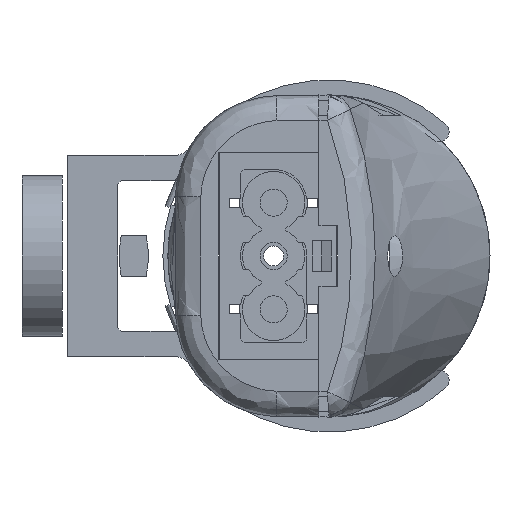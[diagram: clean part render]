
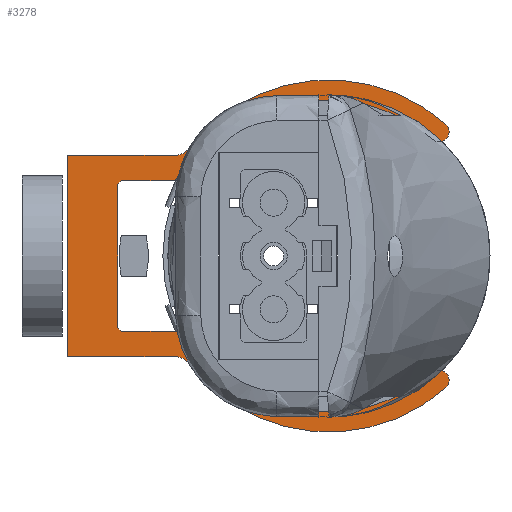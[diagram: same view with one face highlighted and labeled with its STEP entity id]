
A CAD part, left-side view. The second image highlights one B-rep face of the part: STEP entity #3278.
In plain terms, the highlighted planar face has unit normal (-1, 0, 0).
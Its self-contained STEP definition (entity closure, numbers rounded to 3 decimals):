
#62=PLANE('',#3533);
#350=FACE_OUTER_BOUND('',#473,.T.);
#473=EDGE_LOOP('',(#2977,#2978,#2979,#2980,#2981,#2982,#2983,#2984,#2985,
#2986,#2987,#2988,#2989,#2990,#2991,#2992,#2993,#2994));
#717=LINE('',#7482,#987);
#724=LINE('',#7500,#994);
#726=LINE('',#7506,#996);
#730=LINE('',#7517,#1000);
#736=LINE('',#7529,#1006);
#737=LINE('',#7538,#1007);
#987=VECTOR('',#4181,10.63);
#994=VECTOR('',#4196,10.63);
#996=VECTOR('',#4200,14.);
#1000=VECTOR('',#4208,6.644);
#1006=VECTOR('',#4216,6.644);
#1007=VECTOR('',#4227,20.);
#1182=CIRCLE('',#3522,2.);
#1185=CIRCLE('',#3527,2.);
#1187=CIRCLE('',#3534,0.5);
#1188=CIRCLE('',#3535,15.5);
#1189=CIRCLE('',#3536,1.);
#1190=CIRCLE('',#3537,17.5);
#1191=CIRCLE('',#3538,17.5);
#1192=CIRCLE('',#3539,1.);
#1193=CIRCLE('',#3540,15.5);
#1194=CIRCLE('',#3541,0.5);
#1195=CIRCLE('',#3542,0.5);
#1196=CIRCLE('',#3543,0.5);
#1668=VERTEX_POINT('',#7472);
#1669=VERTEX_POINT('',#7473);
#1672=VERTEX_POINT('',#7481);
#1676=VERTEX_POINT('',#7490);
#1677=VERTEX_POINT('',#7492);
#1679=VERTEX_POINT('',#7498);
#1680=VERTEX_POINT('',#7502);
#1682=VERTEX_POINT('',#7505);
#1685=VERTEX_POINT('',#7513);
#1687=VERTEX_POINT('',#7516);
#1690=VERTEX_POINT('',#7523);
#1692=VERTEX_POINT('',#7527);
#1693=VERTEX_POINT('',#7531);
#1694=VERTEX_POINT('',#7533);
#1695=VERTEX_POINT('',#7535);
#1696=VERTEX_POINT('',#7539);
#1697=VERTEX_POINT('',#7541);
#1698=VERTEX_POINT('',#7543);
#2249=EDGE_CURVE('',#1668,#1669,#1182,.T.);
#2253=EDGE_CURVE('',#1672,#1669,#717,.T.);
#2258=EDGE_CURVE('',#1676,#1677,#1185,.T.);
#2262=EDGE_CURVE('',#1676,#1679,#724,.T.);
#2264=EDGE_CURVE('',#1682,#1680,#726,.T.);
#2269=EDGE_CURVE('',#1687,#1685,#730,.T.);
#2275=EDGE_CURVE('',#1690,#1692,#736,.T.);
#2276=EDGE_CURVE('',#1693,#1692,#1187,.T.);
#2277=EDGE_CURVE('',#1693,#1694,#1188,.T.);
#2278=EDGE_CURVE('',#1695,#1694,#1189,.T.);
#2279=EDGE_CURVE('',#1695,#1677,#1190,.T.);
#2280=EDGE_CURVE('',#1672,#1679,#737,.T.);
#2281=EDGE_CURVE('',#1668,#1696,#1191,.T.);
#2282=EDGE_CURVE('',#1697,#1696,#1192,.T.);
#2283=EDGE_CURVE('',#1697,#1698,#1193,.T.);
#2284=EDGE_CURVE('',#1687,#1698,#1194,.T.);
#2285=EDGE_CURVE('',#1682,#1685,#1195,.T.);
#2286=EDGE_CURVE('',#1690,#1680,#1196,.T.);
#2977=ORIENTED_EDGE('',*,*,#2276,.F.);
#2978=ORIENTED_EDGE('',*,*,#2277,.T.);
#2979=ORIENTED_EDGE('',*,*,#2278,.F.);
#2980=ORIENTED_EDGE('',*,*,#2279,.T.);
#2981=ORIENTED_EDGE('',*,*,#2258,.F.);
#2982=ORIENTED_EDGE('',*,*,#2262,.T.);
#2983=ORIENTED_EDGE('',*,*,#2280,.F.);
#2984=ORIENTED_EDGE('',*,*,#2253,.T.);
#2985=ORIENTED_EDGE('',*,*,#2249,.F.);
#2986=ORIENTED_EDGE('',*,*,#2281,.T.);
#2987=ORIENTED_EDGE('',*,*,#2282,.F.);
#2988=ORIENTED_EDGE('',*,*,#2283,.T.);
#2989=ORIENTED_EDGE('',*,*,#2284,.F.);
#2990=ORIENTED_EDGE('',*,*,#2269,.T.);
#2991=ORIENTED_EDGE('',*,*,#2285,.F.);
#2992=ORIENTED_EDGE('',*,*,#2264,.T.);
#2993=ORIENTED_EDGE('',*,*,#2286,.F.);
#2994=ORIENTED_EDGE('',*,*,#2275,.T.);
#3278=ADVANCED_FACE('',(#350),#62,.T.);
#3522=AXIS2_PLACEMENT_3D('',#7474,#4173,#4174);
#3527=AXIS2_PLACEMENT_3D('',#7493,#4189,#4190);
#3533=AXIS2_PLACEMENT_3D('',#7530,#4217,#4218);
#3534=AXIS2_PLACEMENT_3D('',#7532,#4219,#4220);
#3535=AXIS2_PLACEMENT_3D('',#7534,#4221,#4222);
#3536=AXIS2_PLACEMENT_3D('',#7536,#4223,#4224);
#3537=AXIS2_PLACEMENT_3D('',#7537,#4225,#4226);
#3538=AXIS2_PLACEMENT_3D('',#7540,#4228,#4229);
#3539=AXIS2_PLACEMENT_3D('',#7542,#4230,#4231);
#3540=AXIS2_PLACEMENT_3D('',#7544,#4232,#4233);
#3541=AXIS2_PLACEMENT_3D('',#7545,#4234,#4235);
#3542=AXIS2_PLACEMENT_3D('',#7546,#4236,#4237);
#3543=AXIS2_PLACEMENT_3D('',#7547,#4238,#4239);
#4173=DIRECTION('center_axis',(-1.,0.,0.));
#4174=DIRECTION('ref_axis',(0.,-0.439,0.899));
#4181=DIRECTION('',(0.,-1.,0.));
#4189=DIRECTION('center_axis',(-1.,0.,0.));
#4190=DIRECTION('ref_axis',(0.,-0.439,-0.899));
#4196=DIRECTION('',(0.,1.,0.));
#4200=DIRECTION('',(0.,0.,1.));
#4208=DIRECTION('',(0.,1.,0.));
#4216=DIRECTION('',(0.,-1.,0.));
#4217=DIRECTION('center_axis',(-1.,0.,0.));
#4218=DIRECTION('ref_axis',(0.,0.,-1.));
#4219=DIRECTION('center_axis',(1.,0.,0.));
#4220=DIRECTION('ref_axis',(0.,-0.5,-0.866));
#4221=DIRECTION('center_axis',(1.,0.,0.));
#4222=DIRECTION('ref_axis',(0.,0.,-1.));
#4223=DIRECTION('center_axis',(1.,0.,0.));
#4224=DIRECTION('ref_axis',(0.,-0.03,-1.));
#4225=DIRECTION('center_axis',(-1.,0.,0.));
#4226=DIRECTION('ref_axis',(0.,0.707,-0.707));
#4227=DIRECTION('',(0.,0.,1.));
#4228=DIRECTION('center_axis',(-1.,0.,0.));
#4229=DIRECTION('ref_axis',(0.,0.707,-0.707));
#4230=DIRECTION('center_axis',(1.,0.,0.));
#4231=DIRECTION('ref_axis',(0.,-0.03,1.));
#4232=DIRECTION('center_axis',(1.,0.,0.));
#4233=DIRECTION('ref_axis',(0.,0.,-1.));
#4234=DIRECTION('center_axis',(1.,0.,0.));
#4235=DIRECTION('ref_axis',(0.,-0.5,0.866));
#4236=DIRECTION('center_axis',(-1.,0.,0.));
#4237=DIRECTION('ref_axis',(0.,0.707,-0.707));
#4238=DIRECTION('center_axis',(-1.,0.,0.));
#4239=DIRECTION('ref_axis',(0.,0.707,0.707));
#7472=CARTESIAN_POINT('',(-307.5,13.794,-10.769));
#7473=CARTESIAN_POINT('',(-307.5,15.37,-10.));
#7474=CARTESIAN_POINT('Origin',(-307.5,15.37,-12.));
#7481=CARTESIAN_POINT('',(-307.5,26.,-10.));
#7482=CARTESIAN_POINT('',(-307.5,22.,-10.));
#7490=CARTESIAN_POINT('',(-307.5,15.37,10.));
#7492=CARTESIAN_POINT('',(-307.5,13.794,10.769));
#7493=CARTESIAN_POINT('Origin',(-307.5,15.37,12.));
#7498=CARTESIAN_POINT('',(-307.5,26.,10.));
#7500=CARTESIAN_POINT('',(-307.5,14.361,10.));
#7502=CARTESIAN_POINT('',(-307.5,21.,7.));
#7505=CARTESIAN_POINT('',(-307.5,21.,-7.));
#7506=CARTESIAN_POINT('',(-307.5,21.,8.75));
#7513=CARTESIAN_POINT('',(-307.5,20.5,-7.5));
#7516=CARTESIAN_POINT('',(-307.5,13.856,-7.5));
#7517=CARTESIAN_POINT('',(-307.5,23.5,-7.5));
#7523=CARTESIAN_POINT('',(-307.5,20.5,7.5));
#7527=CARTESIAN_POINT('',(-307.5,13.856,7.5));
#7529=CARTESIAN_POINT('',(-307.5,19.782,7.5));
#7530=CARTESIAN_POINT('Origin',(-307.5,26.,10.));
#7531=CARTESIAN_POINT('',(-307.5,13.423,7.75));
#7532=CARTESIAN_POINT('Origin',(-307.5,13.856,8.));
#7533=CARTESIAN_POINT('',(-307.5,-10.276,11.604));
#7534=CARTESIAN_POINT('Origin',(-307.5,0.,0.));
#7535=CARTESIAN_POINT('',(-307.5,-11.602,13.102));
#7536=CARTESIAN_POINT('Origin',(-307.5,-10.939,12.353));
#7537=CARTESIAN_POINT('Origin',(-307.5,0.,0.));
#7538=CARTESIAN_POINT('',(-307.5,26.,12.5));
#7539=CARTESIAN_POINT('',(-307.5,-11.602,-13.102));
#7540=CARTESIAN_POINT('Origin',(-307.5,0.,0.));
#7541=CARTESIAN_POINT('',(-307.5,-10.276,-11.604));
#7542=CARTESIAN_POINT('Origin',(-307.5,-10.939,-12.353));
#7543=CARTESIAN_POINT('',(-307.5,13.423,-7.75));
#7544=CARTESIAN_POINT('Origin',(-307.5,0.,0.));
#7545=CARTESIAN_POINT('Origin',(-307.5,13.856,-8.));
#7546=CARTESIAN_POINT('Origin',(-307.5,20.5,-7.));
#7547=CARTESIAN_POINT('Origin',(-307.5,20.5,7.));
